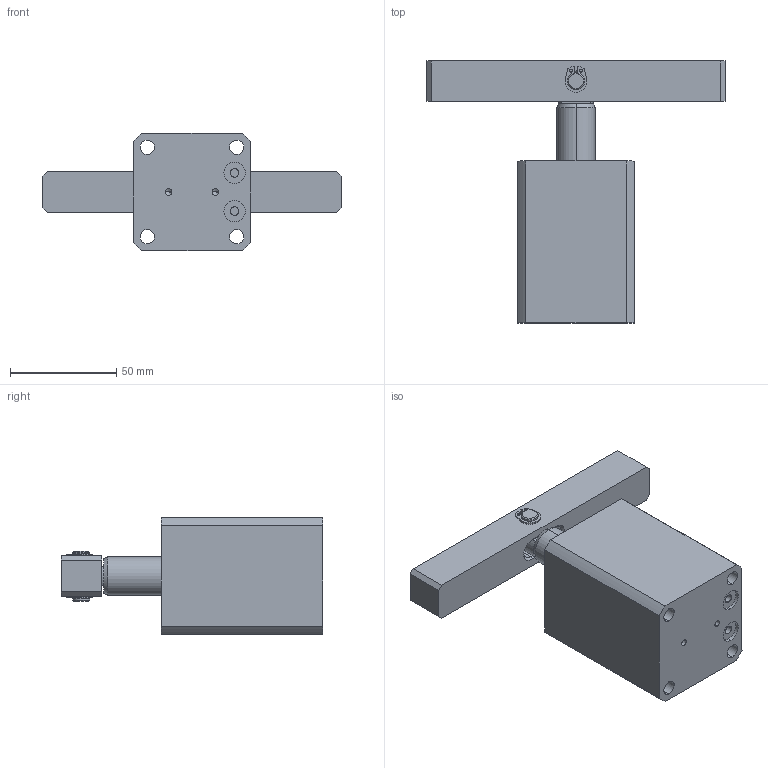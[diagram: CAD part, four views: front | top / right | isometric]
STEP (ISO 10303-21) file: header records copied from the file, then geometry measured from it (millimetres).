
FILE_DESCRIPTION (( 'STEP AP203' ), '1' );
FILE_NAME ('chs-m25d_asm.STEP', '2019-05-07T00:45:38', ( '' ), ( '' ), 'SwSTEP 2.0', 'SolidWorks 2017', '' );
FILE_SCHEMA (( 'CONFIG_CONTROL_DESIGN' ));
Length unit declared in the file: millimetre
Products named in the file (6): CHS-25D-02_6_1; Xiao; chs-m25d_asm; 轴8挡圈; CHS-25D-01_6; CHS-M25-03
Assembly tree (6 placements, depth 2):
  chs-m25d_asm
    CHS-M25-03
    CHS-25D-02_6_1
    CHS-25D-01_6
    Xiao
    轴8挡圈  x2
Bounding box: 140 x 123 x 55 mm (x, y, z)
Volume: 259972.2 mm3; surface area: 53944.1 mm2
Topology: 7 solids, 7 shells, 179 faces, 429 edges, 275 vertices
Faces by surface type: cylinder 99, plane 58, cone 22
Entity records: 5153 total; most frequent: DIRECTION 865, CARTESIAN_POINT 764, ORIENTED_EDGE 714, EDGE_CURVE 357, AXIS2_PLACEMENT_3D 348, VERTEX_POINT 231, EDGE_LOOP 192, CIRCLE 184
